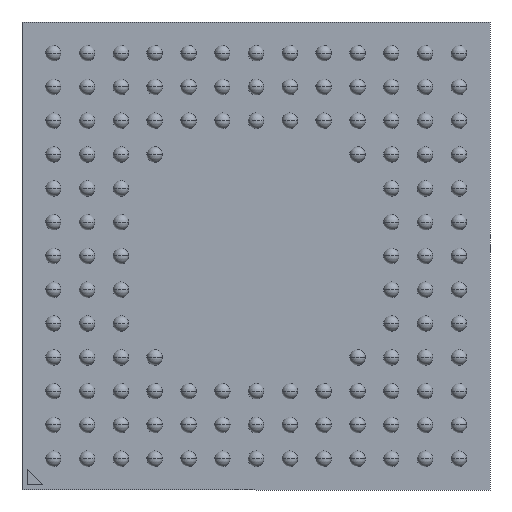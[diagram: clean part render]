
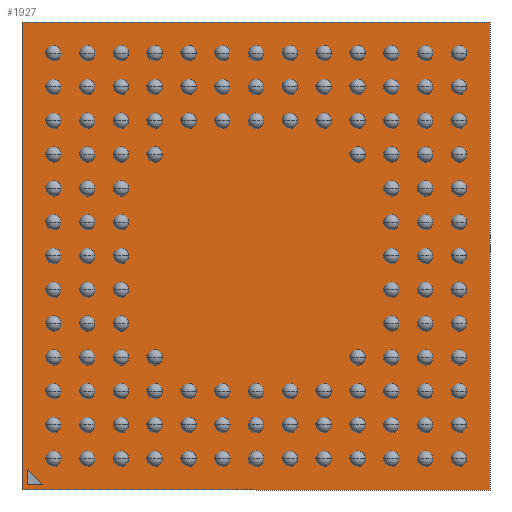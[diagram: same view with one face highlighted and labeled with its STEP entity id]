
A CAD part, front view. The second image highlights one B-rep face of the part: STEP entity #1927.
In plain terms, the highlighted planar face has unit normal (0, -1, 0).
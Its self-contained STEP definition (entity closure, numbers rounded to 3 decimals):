
#251 = EDGE_CURVE ( 'NONE', #3802, #2517, #1221, .T. ) ;
#254 = DIRECTION ( 'NONE',  ( 1., 0., 0. ) ) ;
#303 = ORIENTED_EDGE ( 'NONE', *, *, #7300, .T. ) ;
#345 = CARTESIAN_POINT ( 'NONE',  ( -4.4, 0.26, -4.1 ) ) ;
#837 = DIRECTION ( 'NONE',  ( 1., 0., 0. ) ) ;
#1130 = CARTESIAN_POINT ( 'NONE',  ( -4.5, 0.26, 4.5 ) ) ;
#1221 = LINE ( 'NONE', #1964, #8721 ) ;
#1281 = VECTOR ( 'NONE', #254, 1000. ) ;
#1548 = ORIENTED_EDGE ( 'NONE', *, *, #1680, .F. ) ;
#1680 = EDGE_CURVE ( 'NONE', #5423, #2489, #6771, .T. ) ;
#1927 = ADVANCED_FACE ( 'NONE', ( #9943, #10204 ), #9099, .F. ) ;
#1964 = CARTESIAN_POINT ( 'NONE',  ( 4.5, 0.26, 4.5 ) ) ;
#2314 = DIRECTION ( 'NONE',  ( 0., 0., 1. ) ) ;
#2489 = VERTEX_POINT ( 'NONE', #345 ) ;
#2517 = VERTEX_POINT ( 'NONE', #8669 ) ;
#2798 = DIRECTION ( 'NONE',  ( 0., 0., -1. ) ) ;
#2814 = VECTOR ( 'NONE', #3625, 1000. ) ;
#2857 = EDGE_LOOP ( 'NONE', ( #3006, #7326, #1548 ) ) ;
#2918 = VECTOR ( 'NONE', #6103, 1000. ) ;
#2921 = CARTESIAN_POINT ( 'NONE',  ( 4.5, 0.26, 4.5 ) ) ;
#3006 = ORIENTED_EDGE ( 'NONE', *, *, #8941, .F. ) ;
#3084 = CARTESIAN_POINT ( 'NONE',  ( -4.4, 0.26, -4.4 ) ) ;
#3490 = VERTEX_POINT ( 'NONE', #3084 ) ;
#3589 = VECTOR ( 'NONE', #2798, 1000. ) ;
#3625 = DIRECTION ( 'NONE',  ( -0.707, 0., 0.707 ) ) ;
#3761 = CARTESIAN_POINT ( 'NONE',  ( -4.4, 0.26, -4.4 ) ) ;
#3776 = VERTEX_POINT ( 'NONE', #9954 ) ;
#3802 = VERTEX_POINT ( 'NONE', #7549 ) ;
#3837 = DIRECTION ( 'NONE',  ( 0., 1., 0. ) ) ;
#4173 = VECTOR ( 'NONE', #837, 1000. ) ;
#4292 = CARTESIAN_POINT ( 'NONE',  ( -4.4, 0.26, -4.4 ) ) ;
#4394 = CARTESIAN_POINT ( 'NONE',  ( -4.1, 0.26, -4.4 ) ) ;
#4699 = EDGE_CURVE ( 'NONE', #2517, #5915, #7297, .T. ) ;
#5115 = VECTOR ( 'NONE', #6695, 1000. ) ;
#5396 = ORIENTED_EDGE ( 'NONE', *, *, #4699, .T. ) ;
#5422 = EDGE_LOOP ( 'NONE', ( #5396, #303, #6836, #10181 ) ) ;
#5423 = VERTEX_POINT ( 'NONE', #8163 ) ;
#5915 = VERTEX_POINT ( 'NONE', #9459 ) ;
#6103 = DIRECTION ( 'NONE',  ( 0., 0., 1. ) ) ;
#6695 = DIRECTION ( 'NONE',  ( 0., 0., -1. ) ) ;
#6771 = LINE ( 'NONE', #4394, #2814 ) ;
#6783 = LINE ( 'NONE', #3761, #3589 ) ;
#6836 = ORIENTED_EDGE ( 'NONE', *, *, #7477, .T. ) ;
#7297 = LINE ( 'NONE', #1130, #5115 ) ;
#7300 = EDGE_CURVE ( 'NONE', #5915, #3776, #8286, .T. ) ;
#7326 = ORIENTED_EDGE ( 'NONE', *, *, #8079, .F. ) ;
#7477 = EDGE_CURVE ( 'NONE', #3776, #3802, #7522, .T. ) ;
#7522 = LINE ( 'NONE', #2921, #2918 ) ;
#7549 = CARTESIAN_POINT ( 'NONE',  ( 4.5, 0.26, 4.5 ) ) ;
#7612 = DIRECTION ( 'NONE',  ( -1., 0., 0. ) ) ;
#7870 = CARTESIAN_POINT ( 'NONE',  ( 0., 0.26, 0. ) ) ;
#8079 = EDGE_CURVE ( 'NONE', #2489, #3490, #6783, .T. ) ;
#8095 = CARTESIAN_POINT ( 'NONE',  ( 4.5, 0.26, -4.5 ) ) ;
#8163 = CARTESIAN_POINT ( 'NONE',  ( -4.1, 0.26, -4.4 ) ) ;
#8286 = LINE ( 'NONE', #8095, #4173 ) ;
#8518 = LINE ( 'NONE', #4292, #1281 ) ;
#8669 = CARTESIAN_POINT ( 'NONE',  ( -4.5, 0.26, 4.5 ) ) ;
#8721 = VECTOR ( 'NONE', #7612, 1000. ) ;
#8941 = EDGE_CURVE ( 'NONE', #3490, #5423, #8518, .T. ) ;
#9099 = PLANE ( 'NONE',  #10012 ) ;
#9459 = CARTESIAN_POINT ( 'NONE',  ( -4.5, 0.26, -4.5 ) ) ;
#9943 = FACE_BOUND ( 'NONE', #2857, .T. ) ;
#9954 = CARTESIAN_POINT ( 'NONE',  ( 4.5, 0.26, -4.5 ) ) ;
#10012 = AXIS2_PLACEMENT_3D ( 'NONE', #7870, #3837, #2314 ) ;
#10181 = ORIENTED_EDGE ( 'NONE', *, *, #251, .T. ) ;
#10204 = FACE_OUTER_BOUND ( 'NONE', #5422, .T. ) ;
